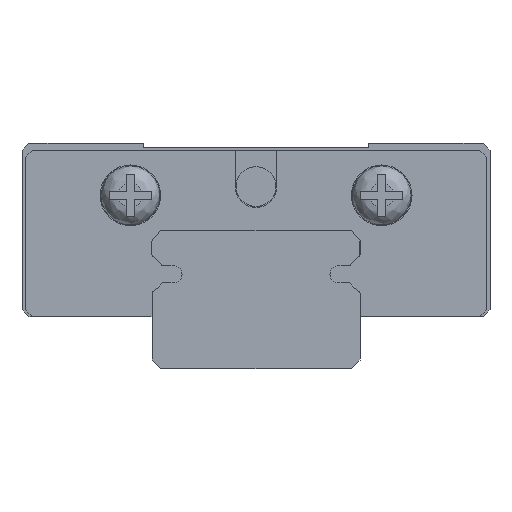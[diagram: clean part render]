
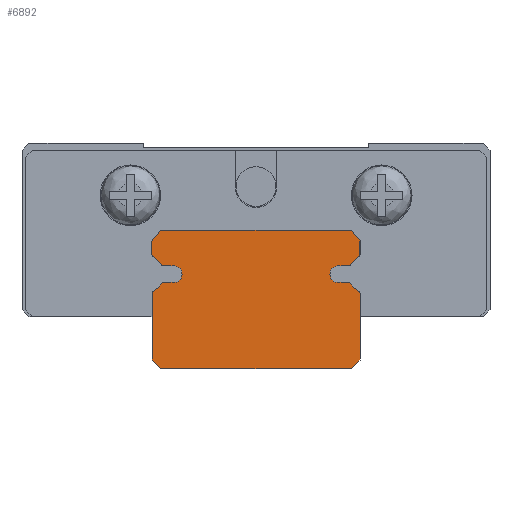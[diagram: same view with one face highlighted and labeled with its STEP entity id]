
A CAD part, front view. The second image highlights one B-rep face of the part: STEP entity #6892.
In plain terms, the highlighted planar face has unit normal (0, -1, 0).
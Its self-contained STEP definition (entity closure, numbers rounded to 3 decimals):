
#420=PLANE('',#7534);
#891=FACE_OUTER_BOUND('',#1296,.T.);
#1296=EDGE_LOOP('',(#6359,#6360,#6361,#6362,#6363,#6364,#6365,#6366,#6367,
#6368,#6369,#6370,#6371,#6372,#6373,#6374,#6375,#6376,#6377,#6378,#6379,
#6380,#6381,#6382,#6383,#6384,#6385,#6386));
#1893=LINE('',#11533,#2536);
#1928=LINE('',#11753,#2571);
#1929=LINE('',#11755,#2572);
#1930=LINE('',#11757,#2573);
#1931=LINE('',#11765,#2574);
#1932=LINE('',#11769,#2575);
#1933=LINE('',#11777,#2576);
#1934=LINE('',#11778,#2577);
#1935=LINE('',#11780,#2578);
#1936=LINE('',#11782,#2579);
#1937=LINE('',#11790,#2580);
#1938=LINE('',#11794,#2581);
#1939=LINE('',#11802,#2582);
#1940=LINE('',#11803,#2583);
#2536=VECTOR('',#9110,10.);
#2571=VECTOR('',#9375,10.);
#2572=VECTOR('',#9376,10.);
#2573=VECTOR('',#9377,10.);
#2574=VECTOR('',#9384,10.);
#2575=VECTOR('',#9387,10.);
#2576=VECTOR('',#9394,10.);
#2577=VECTOR('',#9395,10.);
#2578=VECTOR('',#9396,10.);
#2579=VECTOR('',#9397,10.);
#2580=VECTOR('',#9404,10.);
#2581=VECTOR('',#9407,10.);
#2582=VECTOR('',#9414,10.);
#2583=VECTOR('',#9415,10.);
#2884=CIRCLE('',#7535,0.16);
#2885=CIRCLE('',#7536,1.14);
#2886=CIRCLE('',#7537,0.16);
#2887=CIRCLE('',#7538,0.5);
#2888=CIRCLE('',#7539,0.16);
#2889=CIRCLE('',#7540,1.14);
#2890=CIRCLE('',#7541,0.16);
#2891=CIRCLE('',#7542,0.16);
#2892=CIRCLE('',#7543,1.14);
#2893=CIRCLE('',#7544,0.16);
#2894=CIRCLE('',#7545,0.5);
#2895=CIRCLE('',#7546,0.16);
#2896=CIRCLE('',#7547,1.14);
#2897=CIRCLE('',#7548,0.16);
#3447=VERTEX_POINT('',#11526);
#3450=VERTEX_POINT('',#11531);
#3519=VERTEX_POINT('',#11751);
#3520=VERTEX_POINT('',#11752);
#3521=VERTEX_POINT('',#11754);
#3522=VERTEX_POINT('',#11756);
#3523=VERTEX_POINT('',#11758);
#3524=VERTEX_POINT('',#11760);
#3525=VERTEX_POINT('',#11762);
#3526=VERTEX_POINT('',#11764);
#3527=VERTEX_POINT('',#11766);
#3528=VERTEX_POINT('',#11768);
#3529=VERTEX_POINT('',#11770);
#3530=VERTEX_POINT('',#11772);
#3531=VERTEX_POINT('',#11774);
#3532=VERTEX_POINT('',#11776);
#3533=VERTEX_POINT('',#11779);
#3534=VERTEX_POINT('',#11781);
#3535=VERTEX_POINT('',#11783);
#3536=VERTEX_POINT('',#11785);
#3537=VERTEX_POINT('',#11787);
#3538=VERTEX_POINT('',#11789);
#3539=VERTEX_POINT('',#11791);
#3540=VERTEX_POINT('',#11793);
#3541=VERTEX_POINT('',#11795);
#3542=VERTEX_POINT('',#11797);
#3543=VERTEX_POINT('',#11799);
#3544=VERTEX_POINT('',#11801);
#4376=EDGE_CURVE('',#3447,#3450,#1893,.T.);
#4479=EDGE_CURVE('',#3519,#3520,#1928,.T.);
#4480=EDGE_CURVE('',#3520,#3521,#1929,.T.);
#4481=EDGE_CURVE('',#3521,#3522,#1930,.T.);
#4482=EDGE_CURVE('',#3522,#3523,#2884,.T.);
#4483=EDGE_CURVE('',#3523,#3524,#2885,.T.);
#4484=EDGE_CURVE('',#3524,#3525,#2886,.T.);
#4485=EDGE_CURVE('',#3525,#3526,#1931,.T.);
#4486=EDGE_CURVE('',#3526,#3527,#2887,.T.);
#4487=EDGE_CURVE('',#3527,#3528,#1932,.T.);
#4488=EDGE_CURVE('',#3528,#3529,#2888,.T.);
#4489=EDGE_CURVE('',#3529,#3530,#2889,.T.);
#4490=EDGE_CURVE('',#3530,#3531,#2890,.T.);
#4491=EDGE_CURVE('',#3531,#3532,#1933,.T.);
#4492=EDGE_CURVE('',#3532,#3447,#1934,.T.);
#4493=EDGE_CURVE('',#3450,#3533,#1935,.T.);
#4494=EDGE_CURVE('',#3533,#3534,#1936,.T.);
#4495=EDGE_CURVE('',#3534,#3535,#2891,.T.);
#4496=EDGE_CURVE('',#3535,#3536,#2892,.T.);
#4497=EDGE_CURVE('',#3536,#3537,#2893,.T.);
#4498=EDGE_CURVE('',#3537,#3538,#1937,.T.);
#4499=EDGE_CURVE('',#3538,#3539,#2894,.T.);
#4500=EDGE_CURVE('',#3539,#3540,#1938,.T.);
#4501=EDGE_CURVE('',#3540,#3541,#2895,.T.);
#4502=EDGE_CURVE('',#3541,#3542,#2896,.T.);
#4503=EDGE_CURVE('',#3542,#3543,#2897,.T.);
#4504=EDGE_CURVE('',#3543,#3544,#1939,.T.);
#4505=EDGE_CURVE('',#3544,#3519,#1940,.T.);
#6359=ORIENTED_EDGE('',*,*,#4479,.T.);
#6360=ORIENTED_EDGE('',*,*,#4480,.T.);
#6361=ORIENTED_EDGE('',*,*,#4481,.T.);
#6362=ORIENTED_EDGE('',*,*,#4482,.T.);
#6363=ORIENTED_EDGE('',*,*,#4483,.T.);
#6364=ORIENTED_EDGE('',*,*,#4484,.T.);
#6365=ORIENTED_EDGE('',*,*,#4485,.T.);
#6366=ORIENTED_EDGE('',*,*,#4486,.T.);
#6367=ORIENTED_EDGE('',*,*,#4487,.T.);
#6368=ORIENTED_EDGE('',*,*,#4488,.T.);
#6369=ORIENTED_EDGE('',*,*,#4489,.T.);
#6370=ORIENTED_EDGE('',*,*,#4490,.T.);
#6371=ORIENTED_EDGE('',*,*,#4491,.T.);
#6372=ORIENTED_EDGE('',*,*,#4492,.T.);
#6373=ORIENTED_EDGE('',*,*,#4376,.T.);
#6374=ORIENTED_EDGE('',*,*,#4493,.T.);
#6375=ORIENTED_EDGE('',*,*,#4494,.T.);
#6376=ORIENTED_EDGE('',*,*,#4495,.T.);
#6377=ORIENTED_EDGE('',*,*,#4496,.T.);
#6378=ORIENTED_EDGE('',*,*,#4497,.T.);
#6379=ORIENTED_EDGE('',*,*,#4498,.T.);
#6380=ORIENTED_EDGE('',*,*,#4499,.T.);
#6381=ORIENTED_EDGE('',*,*,#4500,.T.);
#6382=ORIENTED_EDGE('',*,*,#4501,.T.);
#6383=ORIENTED_EDGE('',*,*,#4502,.T.);
#6384=ORIENTED_EDGE('',*,*,#4503,.T.);
#6385=ORIENTED_EDGE('',*,*,#4504,.T.);
#6386=ORIENTED_EDGE('',*,*,#4505,.T.);
#6892=ADVANCED_FACE('',(#891),#420,.F.);
#7534=AXIS2_PLACEMENT_3D('',#11750,#9373,#9374);
#7535=AXIS2_PLACEMENT_3D('',#11759,#9378,#9379);
#7536=AXIS2_PLACEMENT_3D('',#11761,#9380,#9381);
#7537=AXIS2_PLACEMENT_3D('',#11763,#9382,#9383);
#7538=AXIS2_PLACEMENT_3D('',#11767,#9385,#9386);
#7539=AXIS2_PLACEMENT_3D('',#11771,#9388,#9389);
#7540=AXIS2_PLACEMENT_3D('',#11773,#9390,#9391);
#7541=AXIS2_PLACEMENT_3D('',#11775,#9392,#9393);
#7542=AXIS2_PLACEMENT_3D('',#11784,#9398,#9399);
#7543=AXIS2_PLACEMENT_3D('',#11786,#9400,#9401);
#7544=AXIS2_PLACEMENT_3D('',#11788,#9402,#9403);
#7545=AXIS2_PLACEMENT_3D('',#11792,#9405,#9406);
#7546=AXIS2_PLACEMENT_3D('',#11796,#9408,#9409);
#7547=AXIS2_PLACEMENT_3D('',#11798,#9410,#9411);
#7548=AXIS2_PLACEMENT_3D('',#11800,#9412,#9413);
#9110=DIRECTION('',(-1.,0.,0.));
#9373=DIRECTION('center_axis',(0.,1.,0.));
#9374=DIRECTION('ref_axis',(1.,0.,0.));
#9375=DIRECTION('',(1.,0.,0.));
#9376=DIRECTION('',(0.707,0.,0.707));
#9377=DIRECTION('',(0.,0.,1.));
#9378=DIRECTION('center_axis',(0.,-1.,0.));
#9379=DIRECTION('ref_axis',(0.489,0.,0.872));
#9380=DIRECTION('center_axis',(0.,1.,0.));
#9381=DIRECTION('ref_axis',(-0.489,0.,-0.872));
#9382=DIRECTION('center_axis',(0.,-1.,0.));
#9383=DIRECTION('ref_axis',(0.,0.,1.));
#9384=DIRECTION('',(-1.,0.,0.));
#9385=DIRECTION('center_axis',(0.,1.,0.));
#9386=DIRECTION('ref_axis',(0.31,0.,-0.951));
#9387=DIRECTION('',(1.,0.,0.));
#9388=DIRECTION('center_axis',(0.,-1.,0.));
#9389=DIRECTION('ref_axis',(0.872,0.,-0.489));
#9390=DIRECTION('center_axis',(0.,1.,0.));
#9391=DIRECTION('ref_axis',(-0.872,0.,0.489));
#9392=DIRECTION('center_axis',(0.,-1.,0.));
#9393=DIRECTION('ref_axis',(1.,0.,0.));
#9394=DIRECTION('',(0.,0.,1.));
#9395=DIRECTION('',(-0.648,0.,0.762));
#9396=DIRECTION('',(-0.648,0.,-0.762));
#9397=DIRECTION('',(0.,0.,-1.));
#9398=DIRECTION('center_axis',(0.,-1.,0.));
#9399=DIRECTION('ref_axis',(-0.489,0.,-0.872));
#9400=DIRECTION('center_axis',(0.,1.,0.));
#9401=DIRECTION('ref_axis',(0.489,0.,0.872));
#9402=DIRECTION('center_axis',(0.,-1.,0.));
#9403=DIRECTION('ref_axis',(0.,0.,-1.));
#9404=DIRECTION('',(1.,0.,0.));
#9405=DIRECTION('center_axis',(0.,1.,0.));
#9406=DIRECTION('ref_axis',(-0.31,0.,0.951));
#9407=DIRECTION('',(-1.,0.,0.));
#9408=DIRECTION('center_axis',(0.,-1.,0.));
#9409=DIRECTION('ref_axis',(-0.872,0.,0.489));
#9410=DIRECTION('center_axis',(0.,1.,0.));
#9411=DIRECTION('ref_axis',(0.872,0.,-0.489));
#9412=DIRECTION('center_axis',(0.,-1.,0.));
#9413=DIRECTION('ref_axis',(-1.,0.,0.));
#9414=DIRECTION('',(0.,0.,-1.));
#9415=DIRECTION('',(0.707,0.,-0.707));
#11526=CARTESIAN_POINT('',(5.5,-150.,8.));
#11531=CARTESIAN_POINT('',(-5.5,-150.,8.));
#11533=CARTESIAN_POINT('',(5.5,-150.,8.));
#11750=CARTESIAN_POINT('Origin',(0.,-150.,4.));
#11751=CARTESIAN_POINT('',(-5.5,-150.,0.));
#11752=CARTESIAN_POINT('',(5.5,-150.,0.));
#11753=CARTESIAN_POINT('',(5.5,-150.,0.));
#11754=CARTESIAN_POINT('',(6.,-150.,0.5));
#11755=CARTESIAN_POINT('',(5.5,-150.,0.));
#11756=CARTESIAN_POINT('',(6.,-150.,4.322));
#11757=CARTESIAN_POINT('',(6.,-150.,0.5));
#11758=CARTESIAN_POINT('',(5.918,-150.,4.461));
#11759=CARTESIAN_POINT('Origin',(5.84,-150.,4.322));
#11760=CARTESIAN_POINT('',(5.481,-150.,4.899));
#11761=CARTESIAN_POINT('Origin',(6.475,-150.,5.456));
#11762=CARTESIAN_POINT('',(5.341,-150.,4.981));
#11763=CARTESIAN_POINT('Origin',(5.341,-150.,4.821));
#11764=CARTESIAN_POINT('',(4.919,-150.,4.981));
#11765=CARTESIAN_POINT('',(5.341,-150.,4.981));
#11766=CARTESIAN_POINT('',(4.919,-150.,5.931));
#11767=CARTESIAN_POINT('Origin',(4.764,-150.,5.456));
#11768=CARTESIAN_POINT('',(5.341,-150.,5.931));
#11769=CARTESIAN_POINT('',(5.341,-150.,5.931));
#11770=CARTESIAN_POINT('',(5.481,-150.,6.013));
#11771=CARTESIAN_POINT('Origin',(5.341,-150.,6.091));
#11772=CARTESIAN_POINT('',(5.918,-150.,6.451));
#11773=CARTESIAN_POINT('Origin',(6.475,-150.,5.456));
#11774=CARTESIAN_POINT('',(6.,-150.,6.59));
#11775=CARTESIAN_POINT('Origin',(5.84,-150.,6.59));
#11776=CARTESIAN_POINT('',(6.,-150.,7.412));
#11777=CARTESIAN_POINT('',(6.,-150.,6.59));
#11778=CARTESIAN_POINT('',(6.,-150.,7.412));
#11779=CARTESIAN_POINT('',(-6.,-150.,7.412));
#11780=CARTESIAN_POINT('',(-6.,-150.,7.412));
#11781=CARTESIAN_POINT('',(-6.,-150.,6.59));
#11782=CARTESIAN_POINT('',(-6.,-150.,6.59));
#11783=CARTESIAN_POINT('',(-5.918,-150.,6.451));
#11784=CARTESIAN_POINT('Origin',(-5.84,-150.,6.59));
#11785=CARTESIAN_POINT('',(-5.481,-150.,6.013));
#11786=CARTESIAN_POINT('Origin',(-6.475,-150.,5.456));
#11787=CARTESIAN_POINT('',(-5.341,-150.,5.931));
#11788=CARTESIAN_POINT('Origin',(-5.341,-150.,6.091));
#11789=CARTESIAN_POINT('',(-4.919,-150.,5.931));
#11790=CARTESIAN_POINT('',(-4.919,-150.,5.931));
#11791=CARTESIAN_POINT('',(-4.919,-150.,4.981));
#11792=CARTESIAN_POINT('Origin',(-4.764,-150.,5.456));
#11793=CARTESIAN_POINT('',(-5.341,-150.,4.981));
#11794=CARTESIAN_POINT('',(-4.919,-150.,4.981));
#11795=CARTESIAN_POINT('',(-5.481,-150.,4.899));
#11796=CARTESIAN_POINT('Origin',(-5.341,-150.,4.821));
#11797=CARTESIAN_POINT('',(-5.918,-150.,4.461));
#11798=CARTESIAN_POINT('Origin',(-6.475,-150.,5.456));
#11799=CARTESIAN_POINT('',(-6.,-150.,4.322));
#11800=CARTESIAN_POINT('Origin',(-5.84,-150.,4.322));
#11801=CARTESIAN_POINT('',(-6.,-150.,0.5));
#11802=CARTESIAN_POINT('',(-6.,-150.,0.5));
#11803=CARTESIAN_POINT('',(-5.5,-150.,0.));
